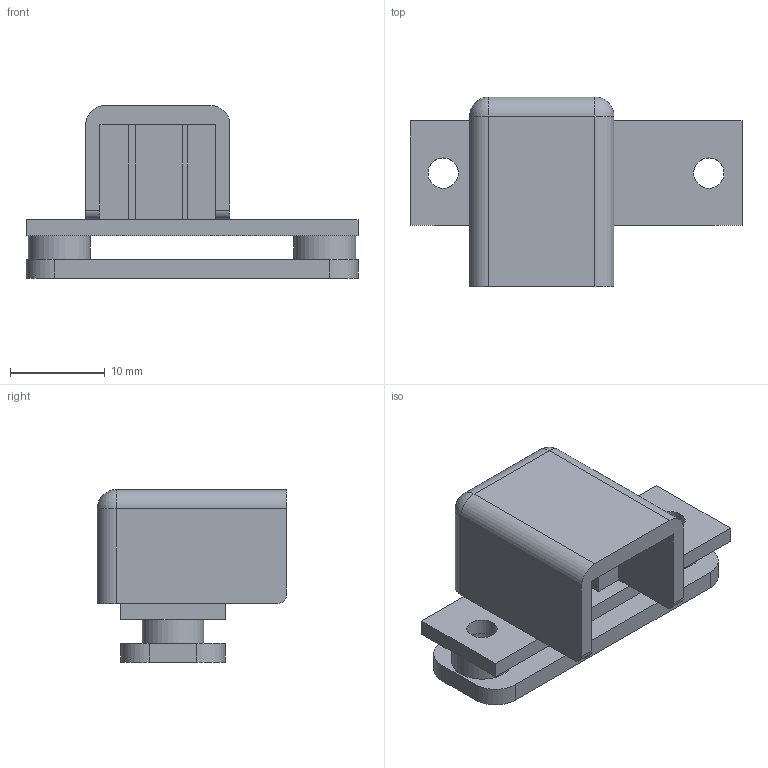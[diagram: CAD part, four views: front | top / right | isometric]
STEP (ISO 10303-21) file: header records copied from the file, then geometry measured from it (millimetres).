
FILE_DESCRIPTION(/* description */ (''),/* implementation_level */ '2;1');
FILE_NAME(/* name */ 'Optical switch v8.step',/* time_stamp */ '2020-08-02T22:12:46+08:00',/* author */ (''),/* organization */ (''),/* preprocessor_version */ 'ST-DEVELOPER v18.1',/* originating_system */ 'Autodesk Translation Framework v9.3.0.1241',/* authorisation */ '');
FILE_SCHEMA (('AUTOMOTIVE_DESIGN { 1 0 10303 214 3 1 1 }'));
Length unit declared in the file: millimetre
Products named in the file (4): Optical switch; Optical switch_1; base mount; cap
Assembly tree (3 placements, depth 2):
  Optical switch
    Optical switch_1
    base mount
    cap
Bounding box: 35 x 20 x 18.2 mm (x, y, z)
Volume: 3473.3 mm3; surface area: 4276.3 mm2
Topology: 3 solids, 3 shells, 73 faces, 185 edges, 120 vertices
Faces by surface type: plane 42, cylinder 29, sphere 2
Full cylindrical faces by diameter (mm): 3.2 x4, 6.5 x2
Entity records: 2358 total; most frequent: CARTESIAN_POINT 429, DIRECTION 391, ORIENTED_EDGE 370, EDGE_CURVE 185, LINE 131, VECTOR 131, AXIS2_PLACEMENT_3D 130, VERTEX_POINT 120
